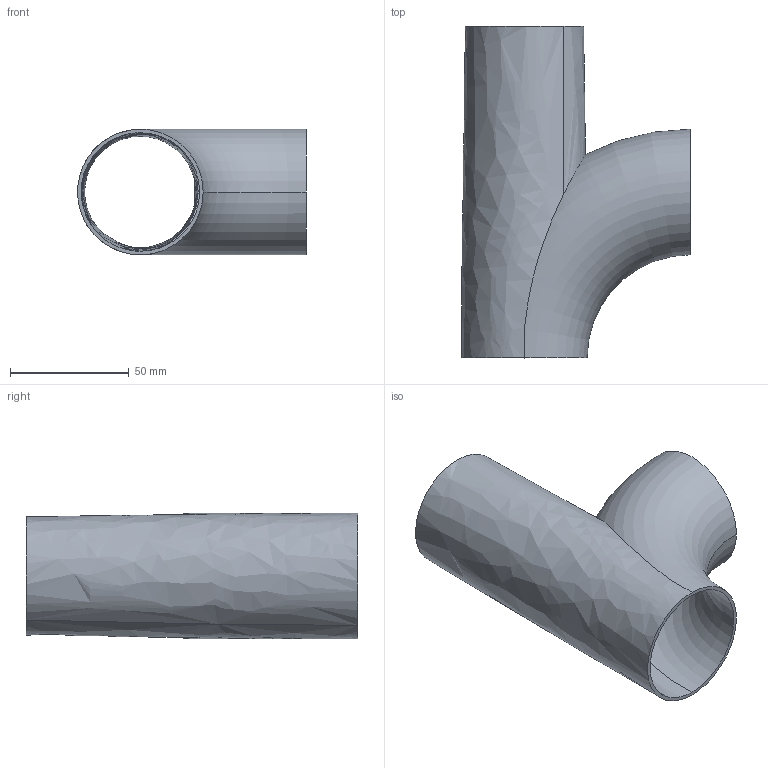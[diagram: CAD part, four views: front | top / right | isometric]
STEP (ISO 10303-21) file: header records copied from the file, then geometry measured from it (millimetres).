
FILE_DESCRIPTION (( 'STEP AP203' ), '1' );
FILE_NAME ('3D_M-3030GEB_50_174793475_174793525.STEP', '2024-09-10T08:54:13', ( '' ), ( '' ), 'SwSTEP 2.0', 'SolidWorks 2024', '' );
FILE_SCHEMA (( 'CONFIG_CONTROL_DESIGN' ));
Length unit declared in the file: millimetre
Products named in the file (1): 3D_M-3030GEB_50_174793475_174793525
Bounding box: 96.42 x 140 x 53 mm (x, y, z)
Volume: 42985 mm3; surface area: 58032.2 mm2
Topology: 1 solids, 1 shells, 11 faces, 35 edges, 25 vertices
Faces by surface type: torus 4, bspline 4, plane 3
Entity records: 1595 total; most frequent: CARTESIAN_POINT 1224, ORIENTED_EDGE 70, DIRECTION 50, EDGE_CURVE 35, AXIS2_PLACEMENT_3D 25, VERTEX_POINT 25, B_SPLINE_CURVE_WITH_KNOTS 18, CIRCLE 17
